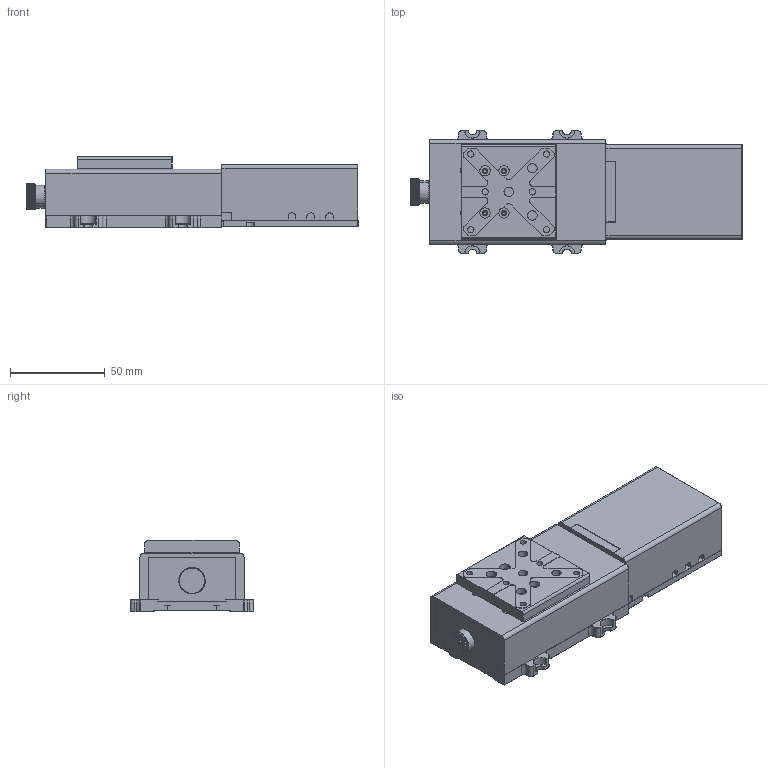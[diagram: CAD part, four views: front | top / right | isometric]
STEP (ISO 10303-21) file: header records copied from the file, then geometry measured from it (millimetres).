
FILE_DESCRIPTION (( 'STEP AP203' ), '1' );
FILE_NAME ('528650.STEP', '2024-09-21T05:57:17', ( '' ), ( '' ), 'SwSTEP 2.0', 'SolidWorks 2020', '' );
FILE_SCHEMA (( 'CONFIG_CONTROL_DESIGN' ));
Products named in the file (1): 528650
Bounding box: 175.5 x 65 x 38 mm (x, y, z)
Volume: 200565.4 mm3; surface area: 105484.6 mm2
Topology: 40 solids, 40 shells, 2768 faces, 6842 edges, 4220 vertices
Faces by surface type: plane 1625, cylinder 749, cone 350, bspline 40, torus 4
Entity records: 83215 total; most frequent: CARTESIAN_POINT 17107, DIRECTION 13738, ORIENTED_EDGE 13620, EDGE_CURVE 6810, LINE 4600, VECTOR 4600, AXIS2_PLACEMENT_3D 4569, VERTEX_POINT 4220
